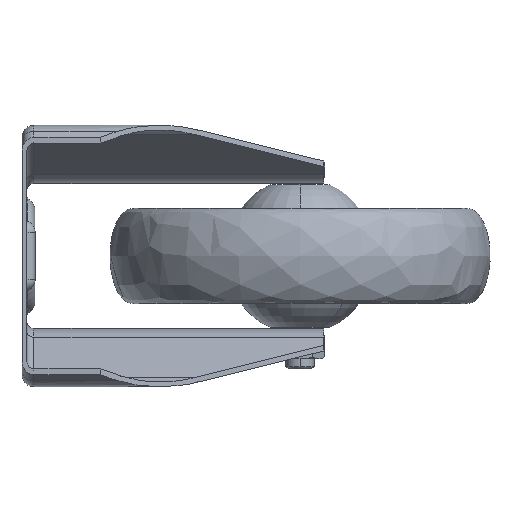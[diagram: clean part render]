
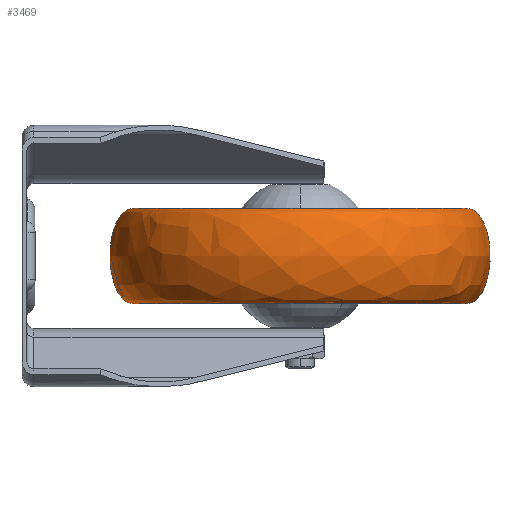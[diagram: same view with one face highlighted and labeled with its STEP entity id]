
A CAD part, left-side view. The second image highlights one B-rep face of the part: STEP entity #3469.
In plain terms, the highlighted free-form (B-spline) face has degree [3, 3] with [4, 4] control points.
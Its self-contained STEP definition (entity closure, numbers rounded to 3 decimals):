
#154 = CARTESIAN_POINT ( 'NONE',  ( -33.936, -284.652, -20. ) ) ;
#156 = CARTESIAN_POINT ( 'NONE',  ( -174.936, -265.652, -20. ) ) ;
#229 = CARTESIAN_POINT ( 'NONE',  ( -33.936, -265.652, -20. ) ) ;
#308 = ORIENTED_EDGE ( 'NONE', *, *, #5265, .F. ) ;
#313 = CARTESIAN_POINT ( 'NONE',  ( -33.936, -265.652, 20. ) ) ;
#398 = CARTESIAN_POINT ( 'NONE',  ( -33.936, -265.652, -20. ) ) ;
#1465 = CARTESIAN_POINT ( 'NONE',  ( -212.936, -105.652, 20. ) ) ;
#1703 = CARTESIAN_POINT ( 'NONE',  ( -174.936, -265.652, 20. ) ) ;
#2413 = CARTESIAN_POINT ( 'NONE',  ( -33.936, -124.652, 20. ) ) ;
#2622 = CARTESIAN_POINT ( 'NONE',  ( -33.936, -124.652, -20. ) ) ;
#2931 = AXIS2_PLACEMENT_3D ( 'NONE', #14229, #4171, #5255 ) ;
#3134 =( BOUNDED_SURFACE ( )  B_SPLINE_SURFACE ( 3, 3, ( 
 ( #2622, #11791, #156, #398 ),
 ( #7807, #7880, #10325, #12879 ),
 ( #5500, #1465, #10490, #10570 ),
 ( #15631, #11633, #1703, #313 ) ),
 .UNSPECIFIED., .F., .F., .F. ) 
 B_SPLINE_SURFACE_WITH_KNOTS ( ( 4, 4 ),
 ( 4, 4 ),
 ( 0., 1. ),
 ( 0., 1. ),
 .UNSPECIFIED. ) 
 GEOMETRIC_REPRESENTATION_ITEM ( )  RATIONAL_B_SPLINE_SURFACE ( (
 ( 1., 0.333, 0.333, 1.),
 ( 0.333, 0.111, 0.111, 0.333),
 ( 0.333, 0.111, 0.111, 0.333),
 ( 1., 0.333, 0.333, 1.) ) ) 
 REPRESENTATION_ITEM ( '' )  SURFACE ( )  );
#3469 = ADVANCED_FACE ( 'NONE', ( #9213 ), #3134, .F. ) ;
#4171 = DIRECTION ( 'NONE',  ( 0., 0., -1. ) ) ;
#4501 = EDGE_CURVE ( 'NONE', #4694, #9590, #14318, .T. ) ;
#4694 = VERTEX_POINT ( 'NONE', #13766 ) ;
#5255 = DIRECTION ( 'NONE',  ( 0., -1., 0. ) ) ;
#5265 = EDGE_CURVE ( 'NONE', #14405, #4694, #9593, .T. ) ;
#5322 = CARTESIAN_POINT ( 'NONE',  ( -33.936, -265.652, 20. ) ) ;
#5500 = CARTESIAN_POINT ( 'NONE',  ( -33.936, -105.652, 20. ) ) ;
#5581 = EDGE_CURVE ( 'NONE', #14405, #9771, #16031, .T. ) ;
#5910 = CARTESIAN_POINT ( 'NONE',  ( -33.936, -195.152, 20. ) ) ;
#6631 = CARTESIAN_POINT ( 'NONE',  ( -33.936, -284.652, 20. ) ) ;
#6921 = ORIENTED_EDGE ( 'NONE', *, *, #5581, .T. ) ;
#7807 = CARTESIAN_POINT ( 'NONE',  ( -33.936, -105.652, -20. ) ) ;
#7865 = ORIENTED_EDGE ( 'NONE', *, *, #4501, .F. ) ;
#7880 = CARTESIAN_POINT ( 'NONE',  ( -212.936, -105.652, -20. ) ) ;
#8462 = CARTESIAN_POINT ( 'NONE',  ( -33.936, -105.652, 20. ) ) ;
#8506 = EDGE_LOOP ( 'NONE', ( #7865, #308, #6921, #8535 ) ) ;
#8535 = ORIENTED_EDGE ( 'NONE', *, *, #10085, .F. ) ;
#9213 = FACE_OUTER_BOUND ( 'NONE', #8506, .T. ) ;
#9513 = AXIS2_PLACEMENT_3D ( 'NONE', #5910, #9894, #14721 ) ;
#9590 = VERTEX_POINT ( 'NONE', #2413 ) ;
#9593 = CIRCLE ( 'NONE', #2931, 70.5 ) ;
#9771 = VERTEX_POINT ( 'NONE', #13332 ) ;
#9894 = DIRECTION ( 'NONE',  ( 0., 0., 1. ) ) ;
#10085 = EDGE_CURVE ( 'NONE', #9590, #9771, #10844, .T. ) ;
#10325 = CARTESIAN_POINT ( 'NONE',  ( -212.936, -284.652, -20. ) ) ;
#10490 = CARTESIAN_POINT ( 'NONE',  ( -212.936, -284.652, 20. ) ) ;
#10570 = CARTESIAN_POINT ( 'NONE',  ( -33.936, -284.652, 20. ) ) ;
#10844 = CIRCLE ( 'NONE', #9513, 70.5 ) ;
#10986 = CARTESIAN_POINT ( 'NONE',  ( -33.936, -124.652, 20. ) ) ;
#11633 = CARTESIAN_POINT ( 'NONE',  ( -174.936, -124.652, 20. ) ) ;
#11791 = CARTESIAN_POINT ( 'NONE',  ( -174.936, -124.652, -20. ) ) ;
#12034 = CARTESIAN_POINT ( 'NONE',  ( -33.936, -265.652, -20. ) ) ;
#12879 = CARTESIAN_POINT ( 'NONE',  ( -33.936, -284.652, -20. ) ) ;
#13332 = CARTESIAN_POINT ( 'NONE',  ( -33.936, -265.652, 20. ) ) ;
#13457 = CARTESIAN_POINT ( 'NONE',  ( -33.936, -105.652, -20. ) ) ;
#13766 = CARTESIAN_POINT ( 'NONE',  ( -33.936, -124.652, -20. ) ) ;
#14229 = CARTESIAN_POINT ( 'NONE',  ( -33.936, -195.152, -20. ) ) ;
#14318 =( BOUNDED_CURVE ( )  B_SPLINE_CURVE ( 3, ( #14562, #13457, #8462, #10986 ),
 .UNSPECIFIED., .F., .F. ) 
 B_SPLINE_CURVE_WITH_KNOTS ( ( 4, 4 ),
 ( 0., 1. ),
 .UNSPECIFIED. ) 
 CURVE ( )  GEOMETRIC_REPRESENTATION_ITEM ( )  RATIONAL_B_SPLINE_CURVE ( ( 1., 0.333, 0.333, 1. ) ) 
 REPRESENTATION_ITEM ( '' )  );
#14405 = VERTEX_POINT ( 'NONE', #12034 ) ;
#14562 = CARTESIAN_POINT ( 'NONE',  ( -33.936, -124.652, -20. ) ) ;
#14721 = DIRECTION ( 'NONE',  ( 0., -1., 0. ) ) ;
#15631 = CARTESIAN_POINT ( 'NONE',  ( -33.936, -124.652, 20. ) ) ;
#16031 =( BOUNDED_CURVE ( )  B_SPLINE_CURVE ( 3, ( #229, #154, #6631, #5322 ),
 .UNSPECIFIED., .F., .F. ) 
 B_SPLINE_CURVE_WITH_KNOTS ( ( 4, 4 ),
 ( 0., 1. ),
 .UNSPECIFIED. ) 
 CURVE ( )  GEOMETRIC_REPRESENTATION_ITEM ( )  RATIONAL_B_SPLINE_CURVE ( ( 1., 0.333, 0.333, 1. ) ) 
 REPRESENTATION_ITEM ( '' )  );
